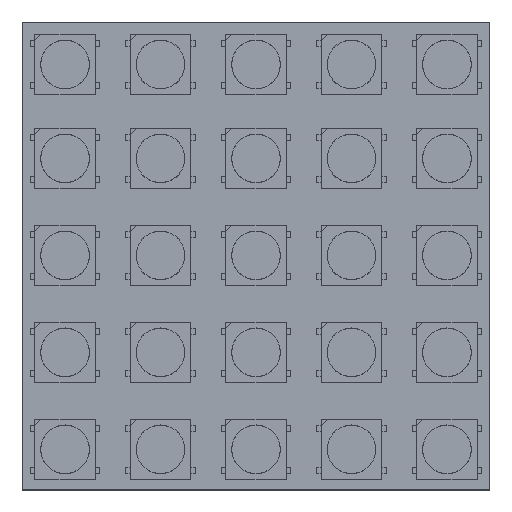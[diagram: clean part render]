
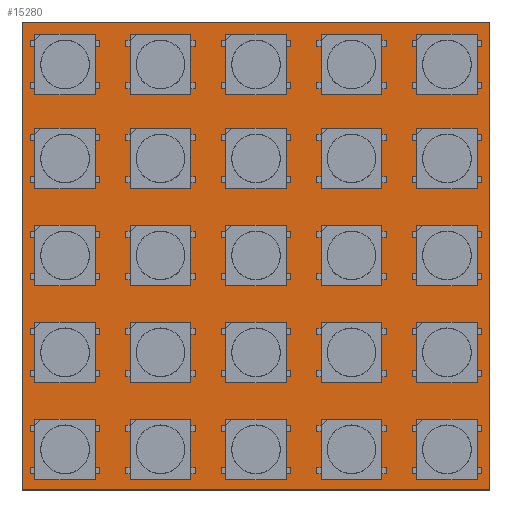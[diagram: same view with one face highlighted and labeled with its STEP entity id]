
A CAD part, top view. The second image highlights one B-rep face of the part: STEP entity #15280.
In plain terms, the highlighted planar face has unit normal (0, 0, 1).
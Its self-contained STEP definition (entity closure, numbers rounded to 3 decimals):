
#1044=FACE_OUTER_BOUND('',#1875,.T.);
#1875=EDGE_LOOP('',(#10287,#10288,#10289,#10290));
#2728=LINE('',#20984,#4740);
#2734=LINE('',#20996,#4746);
#2737=LINE('',#21001,#4749);
#2738=LINE('',#21003,#4750);
#4740=VECTOR('',#17107,1.93);
#4746=VECTOR('',#17115,1.93);
#4749=VECTOR('',#17122,1.93);
#4750=VECTOR('',#17125,1.93);
#6752=VERTEX_POINT('',#20981);
#6753=VERTEX_POINT('',#20983);
#6755=VERTEX_POINT('',#20989);
#6758=VERTEX_POINT('',#20994);
#8160=EDGE_CURVE('',#6752,#6753,#2728,.T.);
#8166=EDGE_CURVE('',#6758,#6755,#2734,.T.);
#8169=EDGE_CURVE('',#6753,#6758,#2737,.T.);
#8170=EDGE_CURVE('',#6752,#6755,#2738,.T.);
#10287=ORIENTED_EDGE('',*,*,#8170,.T.);
#10288=ORIENTED_EDGE('',*,*,#8166,.F.);
#10289=ORIENTED_EDGE('',*,*,#8169,.F.);
#10290=ORIENTED_EDGE('',*,*,#8160,.F.);
#14499=PLANE('',#16175);
#15280=ADVANCED_FACE('',(#1044),#14499,.F.);
#16175=AXIS2_PLACEMENT_3D('',#21002,#17123,#17124);
#17107=DIRECTION('',(-1.,0.,0.));
#17115=DIRECTION('',(1.,0.,0.));
#17122=DIRECTION('',(0.,1.,0.));
#17123=DIRECTION('center_axis',(0.,0.,-1.));
#17124=DIRECTION('ref_axis',(-1.,0.,0.));
#17125=DIRECTION('',(0.,1.,0.));
#20981=CARTESIAN_POINT('',(64.2,-49.6,1.));
#20983=CARTESIAN_POINT('',(25.6,-49.6,1.));
#20984=CARTESIAN_POINT('',(44.9,-49.6,1.));
#20989=CARTESIAN_POINT('',(64.2,-11.,1.));
#20994=CARTESIAN_POINT('',(25.6,-11.,1.));
#20996=CARTESIAN_POINT('',(44.9,-11.,1.));
#21001=CARTESIAN_POINT('',(25.6,-30.3,1.));
#21002=CARTESIAN_POINT('Origin',(44.9,-30.3,1.));
#21003=CARTESIAN_POINT('',(64.2,-30.3,1.));
